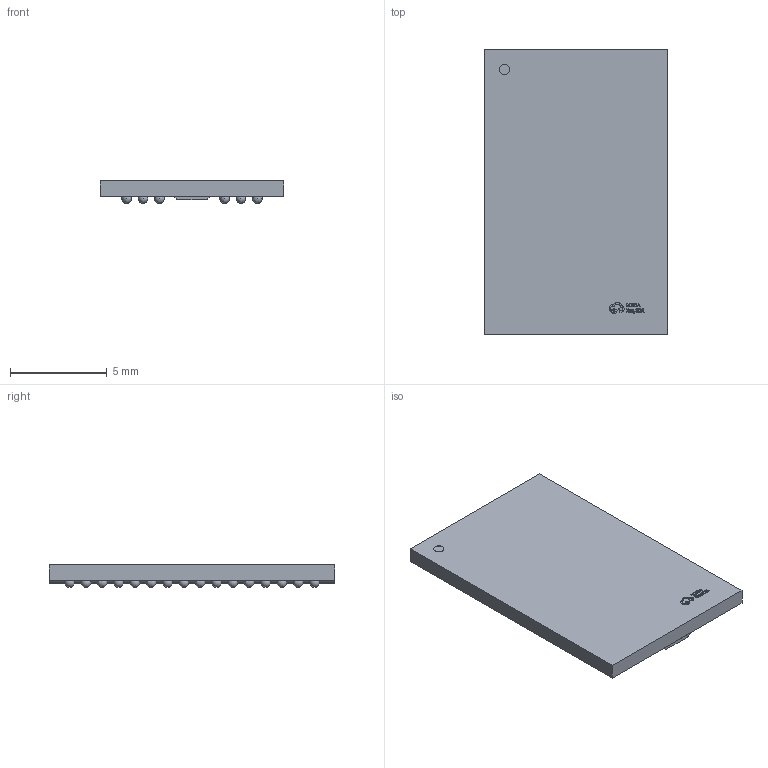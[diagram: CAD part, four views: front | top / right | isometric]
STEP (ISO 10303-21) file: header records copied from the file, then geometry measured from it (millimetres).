
FILE_DESCRIPTION(/* description */ ('','CAx-IF Rec.Pracs.---Representation and Presentation of Product Manufacturing Information (PMI)---4.0---2014-10-13'),/* implementation_level */ '2;1');
FILE_NAME(/* name */ '13lB-U3-FBGA96.step',/* time_stamp */ '2025-03-21T14:28:07+08:00',/* author */ (''),/* organization */ (''),/* preprocessor_version */ 'ST-DEVELOPER v20',/* originating_system */ 'Autodesk Translation Framework v13.20.0.188',/* authorisation */ '');
FILE_SCHEMA (('AP242_MANAGED_MODEL_BASED_3D_ENGINEERING_MIM_LF { 1 0 10303 442 1 1 4 }'));
Length unit declared in the file: millimetre
Products named in the file (2): 13lB-U3-FBGA96; COMPOUND
Assembly tree (1 placements, depth 2):
  13lB-U3-FBGA96
    COMPOUND
Bounding box: 9.47 x 14.74 x 1.17 mm (x, y, z)
Volume: 120.8 mm3; surface area: 415.2 mm2
Topology: 2 solids, 2 shells, 397 faces, 1194 edges, 828 vertices
Faces by surface type: plane 186, bspline 112, sphere 96, cylinder 3
Full cylindrical faces by diameter (mm): 0.526 x1
Entity records: 14073 total; most frequent: CARTESIAN_POINT 4120, ORIENTED_EDGE 2004, DIRECTION 1728, EDGE_CURVE 1002, VERTEX_POINT 828, EDGE_LOOP 616, LINE 580, VECTOR 580
